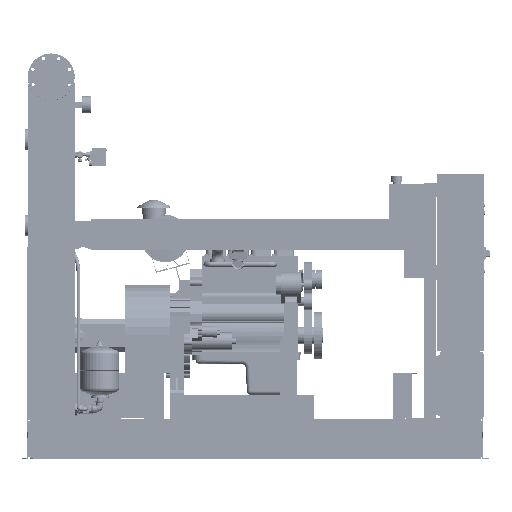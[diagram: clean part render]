
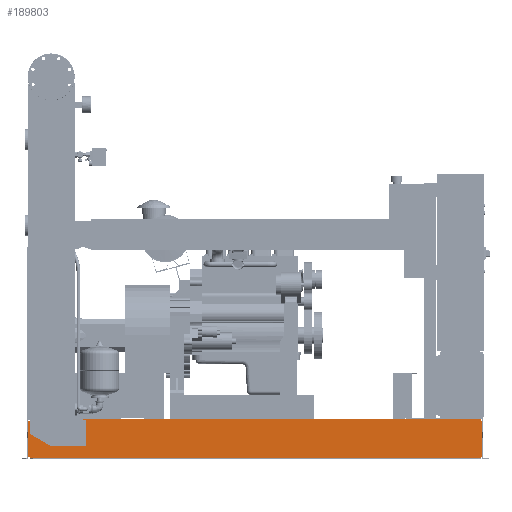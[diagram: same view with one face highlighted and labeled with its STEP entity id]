
A CAD part, front view. The second image highlights one B-rep face of the part: STEP entity #189803.
In plain terms, the highlighted free-form (B-spline) face has degree [1, 1] with [2, 2] control points.
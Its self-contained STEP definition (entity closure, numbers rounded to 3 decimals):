
#184744=CARTESIAN_POINT('',(-113.0,-738.5,202.));
#184745=VERTEX_POINT('',#184744);
#184752=CARTESIAN_POINT('',(-113.0,-738.5,208.));
#184753=VERTEX_POINT('',#184752);
#184754=CARTESIAN_POINT('',(-113.0,-738.5,202.));
#184755=DIRECTION('',(0.0,0.0,1.0));
#184756=VECTOR('',#184755,6.);
#184757=LINE('',#184754,#184756);
#184758=EDGE_CURVE('',#184745,#184753,#184757,.T.);
#188077=CARTESIAN_POINT('',(2281.0,-738.5,208.));
#188078=VERTEX_POINT('',#188077);
#188079=CARTESIAN_POINT('',(-113.0,-738.5,208.));
#188080=DIRECTION('',(1.0,0.0,0.0));
#188081=VECTOR('',#188080,2394.0);
#188082=LINE('',#188079,#188081);
#188083=EDGE_CURVE('',#184753,#188078,#188082,.T.);
#189380=CARTESIAN_POINT('',(2289.0,-738.5,202.));
#189381=VERTEX_POINT('',#189380);
#189388=CARTESIAN_POINT('',(2289.0,-738.5,112.689));
#189389=VERTEX_POINT('',#189388);
#189390=CARTESIAN_POINT('',(2289.0,-738.5,112.689));
#189391=DIRECTION('',(0.0,0.0,1.0));
#189392=VECTOR('',#189391,89.311);
#189393=LINE('',#189390,#189392);
#189394=EDGE_CURVE('',#189389,#189381,#189393,.T.);
#189717=CARTESIAN_POINT('',(-121.0,-738.5,3.));
#189718=CARTESIAN_POINT('',(-121.0,-738.5,208.));
#189719=CARTESIAN_POINT('',(2289.0,-738.5,3.));
#189720=CARTESIAN_POINT('',(2289.0,-738.5,208.));
#189721=B_SPLINE_SURFACE_WITH_KNOTS('',1,1,((#189717,#189719),(#189718,#189720)),.UNSPECIFIED.,.F.,.F.,.U.,(2,2),(2,2),(0.0,205.),(0.0,2410.0),.UNSPECIFIED.);
#189722=CARTESIAN_POINT('',(2289.0,-738.5,6.));
#189723=VERTEX_POINT('',#189722);
#189724=CARTESIAN_POINT('',(2289.0,-738.5,6.));
#189725=DIRECTION('',(0.0,0.0,1.0));
#189726=VECTOR('',#189725,106.689);
#189727=LINE('',#189724,#189726);
#189728=EDGE_CURVE('',#189723,#189389,#189727,.T.);
#189729=ORIENTED_EDGE('',*,*,#189728,.T.);
#189730=ORIENTED_EDGE('',*,*,#189394,.T.);
#189731=CARTESIAN_POINT('',(2281.0,-738.5,202.));
#189732=VERTEX_POINT('',#189731);
#189733=CARTESIAN_POINT('',(2289.0,-738.5,202.));
#189734=DIRECTION('',(-1.0,0.0,0.0));
#189735=VECTOR('',#189734,8.0);
#189736=LINE('',#189733,#189735);
#189737=EDGE_CURVE('',#189381,#189732,#189736,.T.);
#189738=ORIENTED_EDGE('',*,*,#189737,.T.);
#189739=CARTESIAN_POINT('',(2281.0,-738.5,208.));
#189740=DIRECTION('',(0.0,0.0,-1.0));
#189741=VECTOR('',#189740,6.);
#189742=LINE('',#189739,#189741);
#189743=EDGE_CURVE('',#188078,#189732,#189742,.T.);
#189744=ORIENTED_EDGE('',*,*,#189743,.F.);
#189745=ORIENTED_EDGE('',*,*,#188083,.F.);
#189746=ORIENTED_EDGE('',*,*,#184758,.F.);
#189747=CARTESIAN_POINT('',(-121.0,-738.5,202.));
#189748=VERTEX_POINT('',#189747);
#189749=CARTESIAN_POINT('',(-113.0,-738.5,202.));
#189750=DIRECTION('',(-1.0,0.0,0.0));
#189751=VECTOR('',#189750,8.0);
#189752=LINE('',#189749,#189751);
#189753=EDGE_CURVE('',#184745,#189748,#189752,.T.);
#189754=ORIENTED_EDGE('',*,*,#189753,.T.);
#189755=CARTESIAN_POINT('',(-121.0,-738.5,6.));
#189756=VERTEX_POINT('',#189755);
#189757=CARTESIAN_POINT('',(-121.0,-738.5,202.));
#189758=DIRECTION('',(0.0,0.0,-1.0));
#189759=VECTOR('',#189758,196.);
#189760=LINE('',#189757,#189759);
#189761=EDGE_CURVE('',#189748,#189756,#189760,.T.);
#189762=ORIENTED_EDGE('',*,*,#189761,.T.);
#189763=CARTESIAN_POINT('',(-113.0,-738.5,6.));
#189764=VERTEX_POINT('',#189763);
#189765=CARTESIAN_POINT('',(-121.0,-738.5,6.));
#189766=DIRECTION('',(1.0,0.0,0.0));
#189767=VECTOR('',#189766,8.0);
#189768=LINE('',#189765,#189767);
#189769=EDGE_CURVE('',#189756,#189764,#189768,.T.);
#189770=ORIENTED_EDGE('',*,*,#189769,.T.);
#189771=CARTESIAN_POINT('',(-113.0,-738.5,3.));
#189772=VERTEX_POINT('',#189771);
#189773=CARTESIAN_POINT('',(-113.0,-738.5,3.));
#189774=DIRECTION('',(0.0,0.0,1.0));
#189775=VECTOR('',#189774,3.);
#189776=LINE('',#189773,#189775);
#189777=EDGE_CURVE('',#189772,#189764,#189776,.T.);
#189778=ORIENTED_EDGE('',*,*,#189777,.F.);
#189779=CARTESIAN_POINT('',(2281.0,-738.5,3.));
#189780=VERTEX_POINT('',#189779);
#189781=CARTESIAN_POINT('',(2281.0,-738.5,3.));
#189782=DIRECTION('',(-1.0,0.0,0.0));
#189783=VECTOR('',#189782,2394.0);
#189784=LINE('',#189781,#189783);
#189785=EDGE_CURVE('',#189780,#189772,#189784,.T.);
#189786=ORIENTED_EDGE('',*,*,#189785,.F.);
#189787=CARTESIAN_POINT('',(2281.0,-738.5,6.));
#189788=VERTEX_POINT('',#189787);
#189789=CARTESIAN_POINT('',(2281.0,-738.5,6.));
#189790=DIRECTION('',(0.0,0.0,-1.0));
#189791=VECTOR('',#189790,3.);
#189792=LINE('',#189789,#189791);
#189793=EDGE_CURVE('',#189788,#189780,#189792,.T.);
#189794=ORIENTED_EDGE('',*,*,#189793,.F.);
#189795=CARTESIAN_POINT('',(2281.0,-738.5,6.));
#189796=DIRECTION('',(1.0,0.0,0.0));
#189797=VECTOR('',#189796,8.0);
#189798=LINE('',#189795,#189797);
#189799=EDGE_CURVE('',#189788,#189723,#189798,.T.);
#189800=ORIENTED_EDGE('',*,*,#189799,.T.);
#189801=EDGE_LOOP('',(#189729,#189730,#189738,#189744,#189745,#189746,#189754,#189762,#189770,#189778,#189786,#189794,#189800));
#189802=FACE_OUTER_BOUND('',#189801,.T.);
#189803=ADVANCED_FACE('',(#189802),#189721,.F.);
